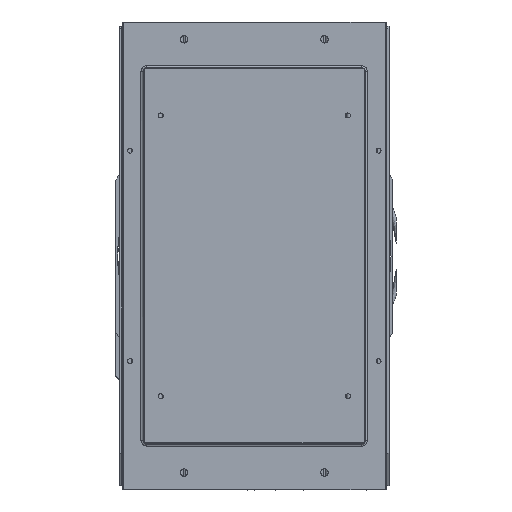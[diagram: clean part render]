
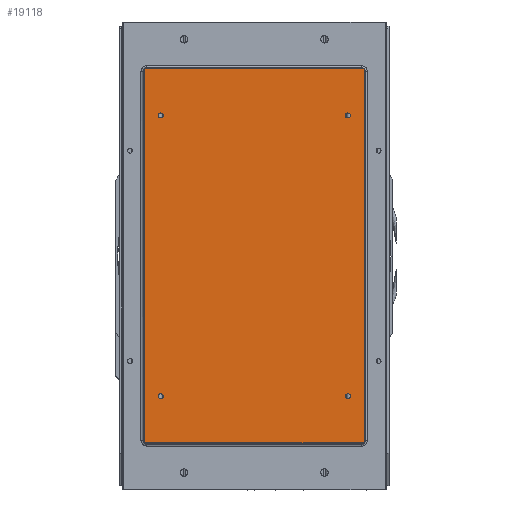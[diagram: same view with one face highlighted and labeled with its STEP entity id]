
A CAD part, top view. The second image highlights one B-rep face of the part: STEP entity #19118.
In plain terms, the highlighted planar face has unit normal (0, 0, 1).
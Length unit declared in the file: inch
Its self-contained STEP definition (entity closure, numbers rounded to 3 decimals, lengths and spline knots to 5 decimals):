
#1053 = DIRECTION ( 'NONE',  ( 0., 0., 1. ) ) ;
#1108 = DIRECTION ( 'NONE',  ( 0., 1., 0. ) ) ;
#1387 = EDGE_LOOP ( 'NONE', ( #17810, #23218 ) ) ;
#1802 = ORIENTED_EDGE ( 'NONE', *, *, #6911, .F. ) ;
#1863 = CARTESIAN_POINT ( 'NONE',  ( 8.78636, -11.55433, 15.41607 ) ) ;
#2144 = CARTESIAN_POINT ( 'NONE',  ( 4.48961, -4.55433, 15.41607 ) ) ;
#2145 = DIRECTION ( 'NONE',  ( -1., 0., 0. ) ) ;
#2938 = AXIS2_PLACEMENT_3D ( 'NONE', #29845, #15999, #2145 ) ;
#3165 = CARTESIAN_POINT ( 'NONE',  ( 4.89286, -5.55433, 15.41607 ) ) ;
#3169 = EDGE_CURVE ( 'NONE', #15127, #11866, #3373, .T. ) ;
#3373 = LINE ( 'NONE', #4335, #9570 ) ;
#3381 = CIRCLE ( 'NONE', #12734, 0.05325 ) ;
#3526 = FACE_OUTER_BOUND ( 'NONE', #22871, .T. ) ;
#4230 = CARTESIAN_POINT ( 'NONE',  ( 4.89286, -11.55433, 15.41607 ) ) ;
#4335 = CARTESIAN_POINT ( 'NONE',  ( 4.48961, -12.55433, 15.41607 ) ) ;
#4506 = CARTESIAN_POINT ( 'NONE',  ( 4.78636, -11.55433, 15.41607 ) ) ;
#4836 = DIRECTION ( 'NONE',  ( 0., 0., 1. ) ) ;
#4871 = CARTESIAN_POINT ( 'NONE',  ( 4.78636, -5.55433, 15.41607 ) ) ;
#5020 = LINE ( 'NONE', #26463, #29609 ) ;
#5169 = CARTESIAN_POINT ( 'NONE',  ( 8.89286, -5.55433, 15.41607 ) ) ;
#5243 = EDGE_LOOP ( 'NONE', ( #13741, #20749 ) ) ;
#5460 = VERTEX_POINT ( 'NONE', #1863 ) ;
#5905 = CIRCLE ( 'NONE', #29802, 0.05325 ) ;
#5992 = CARTESIAN_POINT ( 'NONE',  ( 8.83961, -11.55433, 15.41607 ) ) ;
#6435 = CIRCLE ( 'NONE', #29642, 0.05325 ) ;
#6512 = EDGE_CURVE ( 'NONE', #28892, #15127, #6946, .T. ) ;
#6574 = DIRECTION ( 'NONE',  ( 0., 0., 1. ) ) ;
#6911 = EDGE_CURVE ( 'NONE', #29934, #24612, #6435, .T. ) ;
#6946 = LINE ( 'NONE', #14486, #17771 ) ;
#7534 = CARTESIAN_POINT ( 'NONE',  ( 4.83961, -5.55433, 15.41607 ) ) ;
#7597 = ORIENTED_EDGE ( 'NONE', *, *, #6512, .F. ) ;
#8028 = CARTESIAN_POINT ( 'NONE',  ( 4.48961, -12.55433, 15.41607 ) ) ;
#8348 = DIRECTION ( 'NONE',  ( -1., 0., 0. ) ) ;
#8503 = EDGE_CURVE ( 'NONE', #25017, #5460, #28056, .T. ) ;
#8763 = CARTESIAN_POINT ( 'NONE',  ( 4.83961, -11.55433, 15.41607 ) ) ;
#9075 = CIRCLE ( 'NONE', #18805, 0.05325 ) ;
#9378 = AXIS2_PLACEMENT_3D ( 'NONE', #12266, #28425, #14586 ) ;
#9570 = VECTOR ( 'NONE', #18198, 39.37008 ) ;
#9834 = DIRECTION ( 'NONE',  ( -1., 0., 0. ) ) ;
#9916 = ORIENTED_EDGE ( 'NONE', *, *, #16691, .F. ) ;
#10883 = EDGE_LOOP ( 'NONE', ( #9916, #1802 ) ) ;
#10948 = CARTESIAN_POINT ( 'NONE',  ( 9.18961, -12.55433, 15.41607 ) ) ;
#11074 = DIRECTION ( 'NONE',  ( -1., 0., 0. ) ) ;
#11491 = EDGE_CURVE ( 'NONE', #12041, #28892, #27940, .T. ) ;
#11706 = ORIENTED_EDGE ( 'NONE', *, *, #18221, .F. ) ;
#11866 = VERTEX_POINT ( 'NONE', #8028 ) ;
#12041 = VERTEX_POINT ( 'NONE', #27785 ) ;
#12266 = CARTESIAN_POINT ( 'NONE',  ( 8.83961, -5.55433, 15.41607 ) ) ;
#12315 = ORIENTED_EDGE ( 'NONE', *, *, #21865, .F. ) ;
#12527 = ORIENTED_EDGE ( 'NONE', *, *, #11491, .F. ) ;
#12734 = AXIS2_PLACEMENT_3D ( 'NONE', #5992, #22135, #8348 ) ;
#12901 = CIRCLE ( 'NONE', #9378, 0.05325 ) ;
#13741 = ORIENTED_EDGE ( 'NONE', *, *, #29907, .F. ) ;
#13782 = DIRECTION ( 'NONE',  ( -1., 0., 0. ) ) ;
#14191 = VERTEX_POINT ( 'NONE', #3165 ) ;
#14277 = ORIENTED_EDGE ( 'NONE', *, *, #3169, .F. ) ;
#14486 = CARTESIAN_POINT ( 'NONE',  ( 9.18961, -4.55433, 15.41607 ) ) ;
#14586 = DIRECTION ( 'NONE',  ( -1., 0., 0. ) ) ;
#14916 = CARTESIAN_POINT ( 'NONE',  ( 8.83961, -11.55433, 15.41607 ) ) ;
#15127 = VERTEX_POINT ( 'NONE', #10948 ) ;
#15130 = FACE_BOUND ( 'NONE', #1387, .T. ) ;
#15365 = VERTEX_POINT ( 'NONE', #28400 ) ;
#15999 = DIRECTION ( 'NONE',  ( 0., 0., 1. ) ) ;
#16234 = EDGE_CURVE ( 'NONE', #14191, #29546, #9075, .T. ) ;
#16566 = FACE_BOUND ( 'NONE', #25390, .T. ) ;
#16691 = EDGE_CURVE ( 'NONE', #24612, #29934, #27104, .T. ) ;
#16856 = CARTESIAN_POINT ( 'NONE',  ( 4.48961, -4.55433, 15.41607 ) ) ;
#17247 = DIRECTION ( 'NONE',  ( -1., 0., 0. ) ) ;
#17771 = VECTOR ( 'NONE', #22989, 39.37008 ) ;
#17810 = ORIENTED_EDGE ( 'NONE', *, *, #25239, .F. ) ;
#18112 = VERTEX_POINT ( 'NONE', #5169 ) ;
#18198 = DIRECTION ( 'NONE',  ( -1., 0., 0. ) ) ;
#18221 = EDGE_CURVE ( 'NONE', #11866, #12041, #5020, .T. ) ;
#18691 = CARTESIAN_POINT ( 'NONE',  ( 4.83961, -11.55433, 15.41607 ) ) ;
#18728 = CARTESIAN_POINT ( 'NONE',  ( 8.89286, -11.55433, 15.41607 ) ) ;
#18805 = AXIS2_PLACEMENT_3D ( 'NONE', #7534, #23666, #9834 ) ;
#19118 = ADVANCED_FACE ( 'NONE', ( #3526, #21258, #16566, #27406, #15130 ), #22968, .F. ) ;
#20414 = CARTESIAN_POINT ( 'NONE',  ( 4.83961, -5.55433, 15.41607 ) ) ;
#20458 = AXIS2_PLACEMENT_3D ( 'NONE', #14916, #1053, #17247 ) ;
#20749 = ORIENTED_EDGE ( 'NONE', *, *, #16234, .F. ) ;
#20813 = EDGE_CURVE ( 'NONE', #15365, #18112, #12901, .T. ) ;
#21002 = DIRECTION ( 'NONE',  ( -1., 0., 0. ) ) ;
#21258 = FACE_BOUND ( 'NONE', #5243, .T. ) ;
#21865 = EDGE_CURVE ( 'NONE', #18112, #15365, #24783, .T. ) ;
#22135 = DIRECTION ( 'NONE',  ( 0., 0., 1. ) ) ;
#22726 = DIRECTION ( 'NONE',  ( -1., 0., 0. ) ) ;
#22871 = EDGE_LOOP ( 'NONE', ( #11706, #14277, #7597, #12527 ) ) ;
#22875 = AXIS2_PLACEMENT_3D ( 'NONE', #18691, #4836, #21002 ) ;
#22968 = PLANE ( 'NONE',  #24610 ) ;
#22989 = DIRECTION ( 'NONE',  ( 0., -1., 0. ) ) ;
#23218 = ORIENTED_EDGE ( 'NONE', *, *, #8503, .F. ) ;
#23666 = DIRECTION ( 'NONE',  ( 0., 0., 1. ) ) ;
#24530 = ORIENTED_EDGE ( 'NONE', *, *, #20813, .F. ) ;
#24610 = AXIS2_PLACEMENT_3D ( 'NONE', #2144, #27623, #13782 ) ;
#24612 = VERTEX_POINT ( 'NONE', #4506 ) ;
#24783 = CIRCLE ( 'NONE', #2938, 0.05325 ) ;
#24885 = DIRECTION ( 'NONE',  ( 0., 0., 1. ) ) ;
#24908 = CARTESIAN_POINT ( 'NONE',  ( 9.18961, -4.55433, 15.41607 ) ) ;
#25017 = VERTEX_POINT ( 'NONE', #18728 ) ;
#25239 = EDGE_CURVE ( 'NONE', #5460, #25017, #3381, .T. ) ;
#25390 = EDGE_LOOP ( 'NONE', ( #24530, #12315 ) ) ;
#26114 = DIRECTION ( 'NONE',  ( 1., 0., 0. ) ) ;
#26463 = CARTESIAN_POINT ( 'NONE',  ( 4.48961, -4.55433, 15.41607 ) ) ;
#27104 = CIRCLE ( 'NONE', #22875, 0.05325 ) ;
#27406 = FACE_BOUND ( 'NONE', #10883, .T. ) ;
#27623 = DIRECTION ( 'NONE',  ( 0., 0., -1. ) ) ;
#27785 = CARTESIAN_POINT ( 'NONE',  ( 4.48961, -4.55433, 15.41607 ) ) ;
#27940 = LINE ( 'NONE', #16856, #29393 ) ;
#28056 = CIRCLE ( 'NONE', #20458, 0.05325 ) ;
#28400 = CARTESIAN_POINT ( 'NONE',  ( 8.78636, -5.55433, 15.41607 ) ) ;
#28425 = DIRECTION ( 'NONE',  ( 0., 0., 1. ) ) ;
#28892 = VERTEX_POINT ( 'NONE', #24908 ) ;
#29393 = VECTOR ( 'NONE', #26114, 39.37008 ) ;
#29546 = VERTEX_POINT ( 'NONE', #4871 ) ;
#29609 = VECTOR ( 'NONE', #1108, 39.37008 ) ;
#29642 = AXIS2_PLACEMENT_3D ( 'NONE', #8763, #24885, #11074 ) ;
#29802 = AXIS2_PLACEMENT_3D ( 'NONE', #20414, #6574, #22726 ) ;
#29845 = CARTESIAN_POINT ( 'NONE',  ( 8.83961, -5.55433, 15.41607 ) ) ;
#29907 = EDGE_CURVE ( 'NONE', #29546, #14191, #5905, .T. ) ;
#29934 = VERTEX_POINT ( 'NONE', #4230 ) ;
